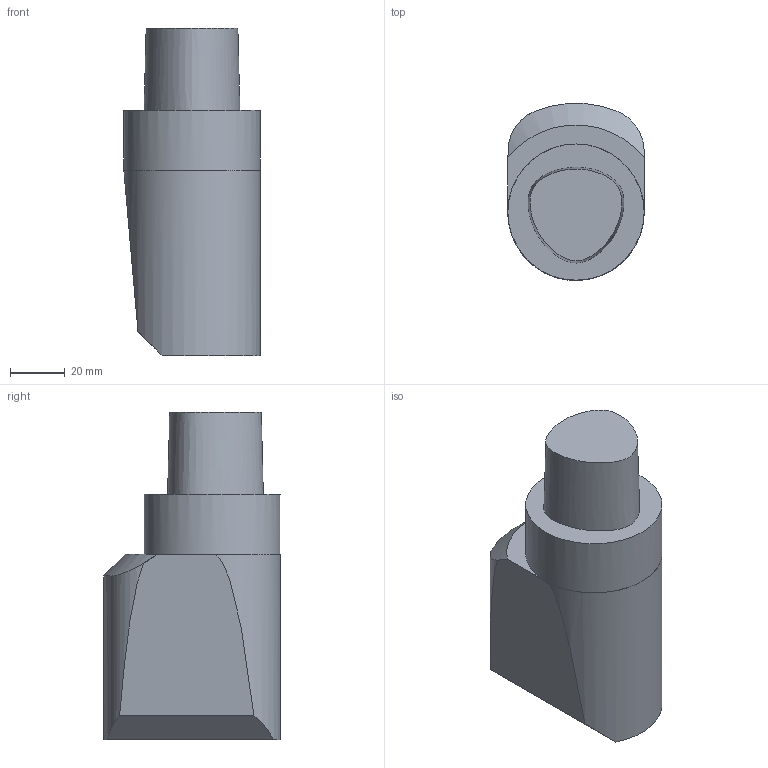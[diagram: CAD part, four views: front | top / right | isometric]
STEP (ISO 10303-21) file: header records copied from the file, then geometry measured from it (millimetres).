
FILE_DESCRIPTION((''),'1');
FILE_NAME('C5-180-BH20R-2590.stp','2017-05-03T04:50:17',(''),(''),'Spatial Interop R21 SP3','Kubotek KeyCreator 2011 V10.0.2 (22737)',' ');
FILE_SCHEMA(('automotive_design'));
Length unit declared in the file: millimetre
Products named in the file (1): 240[2]
Bounding box: 50 x 64.94 x 120 mm (x, y, z)
Volume: 224370.3 mm3; surface area: 26966.7 mm2
Topology: 1 solids, 1 shells, 19 faces, 46 edges, 31 vertices
Faces by surface type: plane 11, cylinder 6, bspline 1, cone 1
Full cylindrical faces by diameter (mm): 49.98 x1
Entity records: 1592 total; most frequent: CARTESIAN_POINT 662, DIRECTION 94, ORIENTED_EDGE 90, PRESENTATION_STYLE_ASSIGNMENT 85, COLOUR_RGB 85, STYLED_ITEM 65, CURVE_STYLE 65, DRAUGHTING_PRE_DEFINED_CURVE_FONT 65
